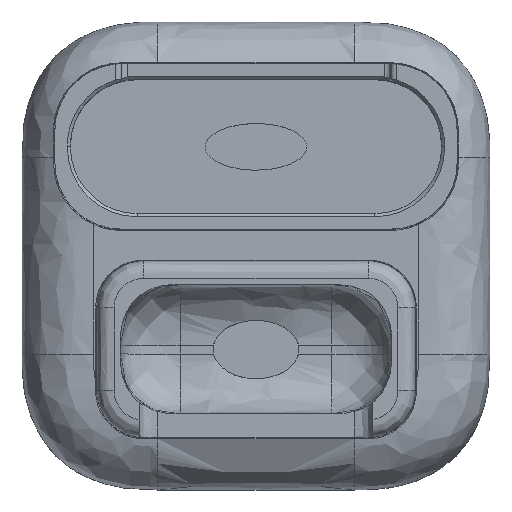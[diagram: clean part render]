
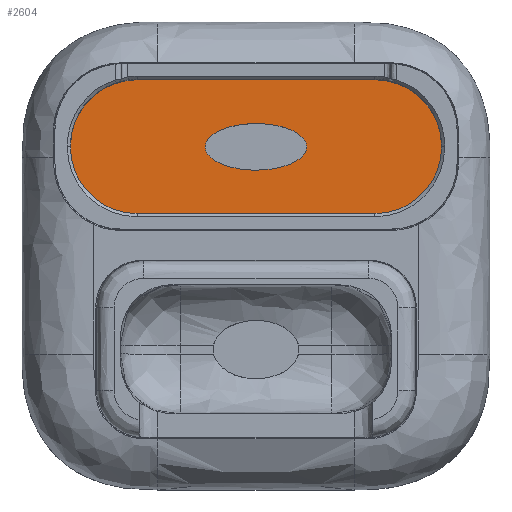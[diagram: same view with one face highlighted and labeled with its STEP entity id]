
A CAD part, top view. The second image highlights one B-rep face of the part: STEP entity #2604.
In plain terms, the highlighted planar face has unit normal (0, 0, 1).
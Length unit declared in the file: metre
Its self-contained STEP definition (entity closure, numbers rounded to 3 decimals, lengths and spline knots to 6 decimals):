
#19=ELLIPSE('',#2747,0.008255,0.00381);
#117=CIRCLE('',#2761,0.010854);
#120=CIRCLE('',#2766,0.010854);
#123=CIRCLE('',#2771,0.010854);
#126=CIRCLE('',#2776,0.010854);
#219=LINE('',#9203,#338);
#230=LINE('',#9241,#349);
#234=LINE('',#9255,#353);
#238=LINE('',#9267,#357);
#338=VECTOR('',#3027,1.);
#349=VECTOR('',#3048,1.);
#353=VECTOR('',#3062,1.);
#357=VECTOR('',#3074,1.);
#997=ORIENTED_EDGE('',*,*,#1444,.F.);
#998=ORIENTED_EDGE('',*,*,#1486,.F.);
#999=ORIENTED_EDGE('',*,*,#1496,.T.);
#1000=ORIENTED_EDGE('',*,*,#1502,.F.);
#1001=ORIENTED_EDGE('',*,*,#1505,.T.);
#1002=ORIENTED_EDGE('',*,*,#1509,.T.);
#1003=ORIENTED_EDGE('',*,*,#1512,.T.);
#1004=ORIENTED_EDGE('',*,*,#1515,.T.);
#1005=ORIENTED_EDGE('',*,*,#1521,.T.);
#1444=EDGE_CURVE('',#1744,#1744,#19,.T.);
#1486=EDGE_CURVE('',#1777,#1774,#219,.T.);
#1496=EDGE_CURVE('',#1777,#1787,#117,.T.);
#1502=EDGE_CURVE('',#1791,#1787,#230,.T.);
#1505=EDGE_CURVE('',#1791,#1793,#120,.T.);
#1509=EDGE_CURVE('',#1793,#1796,#234,.T.);
#1512=EDGE_CURVE('',#1796,#1798,#123,.T.);
#1515=EDGE_CURVE('',#1798,#1800,#238,.T.);
#1521=EDGE_CURVE('',#1800,#1774,#126,.T.);
#1744=VERTEX_POINT('',#9036);
#1774=VERTEX_POINT('',#9197);
#1777=VERTEX_POINT('',#9202);
#1787=VERTEX_POINT('',#9226);
#1791=VERTEX_POINT('',#9240);
#1793=VERTEX_POINT('',#9246);
#1796=VERTEX_POINT('',#9254);
#1798=VERTEX_POINT('',#9260);
#1800=VERTEX_POINT('',#9266);
#2196=EDGE_LOOP('',(#997));
#2197=EDGE_LOOP('',(#998,#999,#1000,#1001,#1002,#1003,#1004,#1005));
#2373=FACE_BOUND('',#2196,.T.);
#2374=FACE_BOUND('',#2197,.T.);
#2461=PLANE('',#2777);
#2604=ADVANCED_FACE('',(#2373,#2374),#2461,.T.);
#2747=AXIS2_PLACEMENT_3D('',#9035,#2983,#2984);
#2761=AXIS2_PLACEMENT_3D('',#9227,#3039,#3040);
#2766=AXIS2_PLACEMENT_3D('',#9247,#3054,#3055);
#2771=AXIS2_PLACEMENT_3D('',#9261,#3068,#3069);
#2776=AXIS2_PLACEMENT_3D('',#9284,#3082,#3083);
#2777=AXIS2_PLACEMENT_3D('',#9285,#3084,#3085);
#2983=DIRECTION('',(0.,0.,1.));
#2984=DIRECTION('',(-1.,0.,0.));
#3027=DIRECTION('',(1.,0.,0.));
#3039=DIRECTION('',(0.,0.,1.));
#3040=DIRECTION('',(1.,0.,0.));
#3048=DIRECTION('',(0.,1.,0.));
#3054=DIRECTION('',(0.,0.,1.));
#3055=DIRECTION('',(1.,0.,0.));
#3062=DIRECTION('',(1.,0.,0.));
#3068=DIRECTION('',(0.,0.,1.));
#3069=DIRECTION('',(1.,0.,0.));
#3074=DIRECTION('',(0.,1.,0.));
#3082=DIRECTION('',(0.,0.,1.));
#3083=DIRECTION('',(1.,0.,0.));
#3084=DIRECTION('',(0.,0.,1.));
#3085=DIRECTION('',(1.,0.,0.));
#9035=CARTESIAN_POINT('',(0.,0.01778,0.003302));
#9036=CARTESIAN_POINT('',(-0.008255,0.01778,0.003302));
#9197=CARTESIAN_POINT('',(0.019372,0.028702,0.003302));
#9202=CARTESIAN_POINT('',(-0.019372,0.028702,0.003302));
#9203=CARTESIAN_POINT('',(0.,0.028702,0.003302));
#9226=CARTESIAN_POINT('',(-0.030226,0.017848,0.003302));
#9227=CARTESIAN_POINT('',(-0.019372,0.017848,0.003302));
#9240=CARTESIAN_POINT('',(-0.030226,0.017712,0.003302));
#9241=CARTESIAN_POINT('',(-0.030226,0.01778,0.003302));
#9246=CARTESIAN_POINT('',(-0.019372,0.006858,0.003302));
#9247=CARTESIAN_POINT('',(-0.019372,0.017712,0.003302));
#9254=CARTESIAN_POINT('',(0.019372,0.006858,0.003302));
#9255=CARTESIAN_POINT('',(0.,0.006858,0.003302));
#9260=CARTESIAN_POINT('',(0.030226,0.017712,0.003302));
#9261=CARTESIAN_POINT('',(0.019372,0.017712,0.003302));
#9266=CARTESIAN_POINT('',(0.030226,0.017848,0.003302));
#9267=CARTESIAN_POINT('',(0.030226,0.01778,0.003302));
#9284=CARTESIAN_POINT('',(0.019372,0.017848,0.003302));
#9285=CARTESIAN_POINT('',(0.,0.01778,0.003302));
